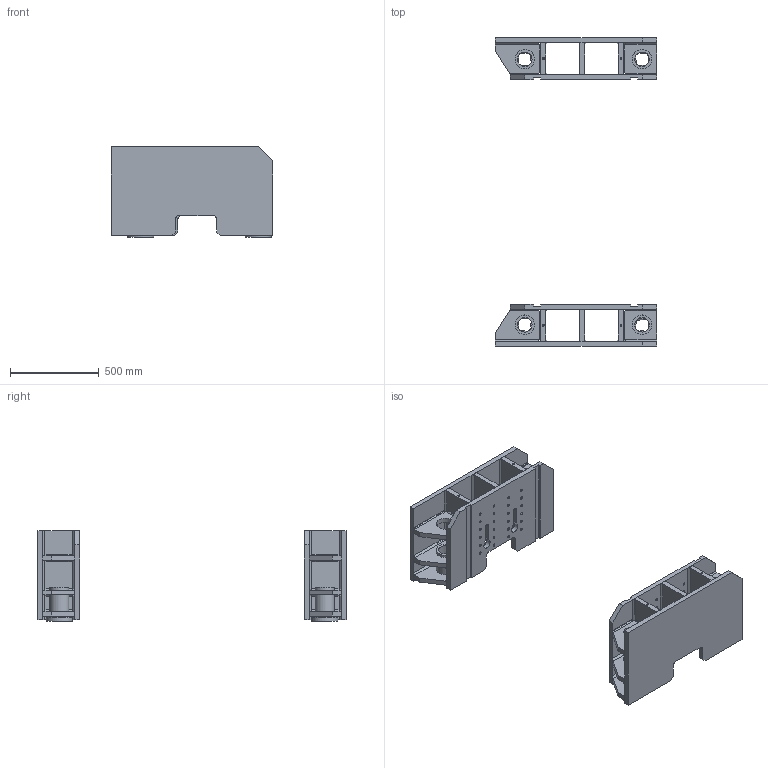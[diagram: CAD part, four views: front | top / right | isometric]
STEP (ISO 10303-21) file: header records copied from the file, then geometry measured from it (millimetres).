
FILE_DESCRIPTION (( 'STEP AP203' ), '1' );
FILE_NAME ('147.011.1189 20151026.STEP', '2015-12-11T08:58:41', ( '' ), ( '' ), 'SwSTEP 2.0', 'SolidWorks 2014', '' );
FILE_SCHEMA (( 'CONFIG_CONTROL_DESIGN' ));
Length unit declared in the file: millimetre
Products named in the file (1): 147.011.1189 20151026
Bounding box: 910 x 1742 x 511.8 mm (x, y, z)
Volume: 71398694.3 mm3; surface area: 7388905.9 mm2
Topology: 126 solids, 126 shells, 861 faces, 3220 edges, 1944 vertices
Faces by surface type: plane 756, cylinder 97, cone 8
Full cylindrical faces by diameter (mm): 10.2 x4, 13.5 x48, 82 x4, 110 x16, 148 x8
Entity records: 22343 total; most frequent: CARTESIAN_POINT 3781, DIRECTION 3666, ORIENTED_EDGE 3440, EDGE_CURVE 1720, LINE 1496, VECTOR 1496, VERTEX_POINT 1200, EDGE_LOOP 1092
